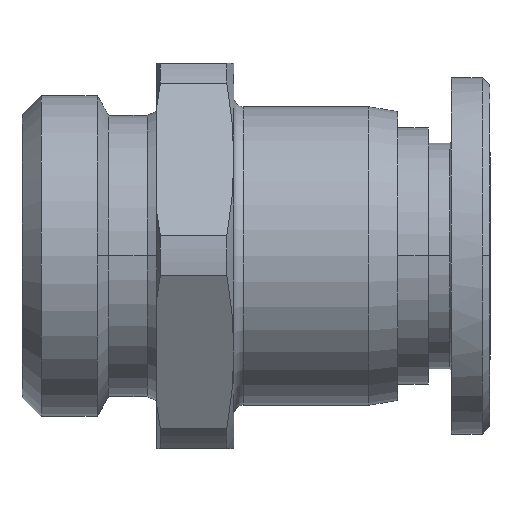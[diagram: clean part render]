
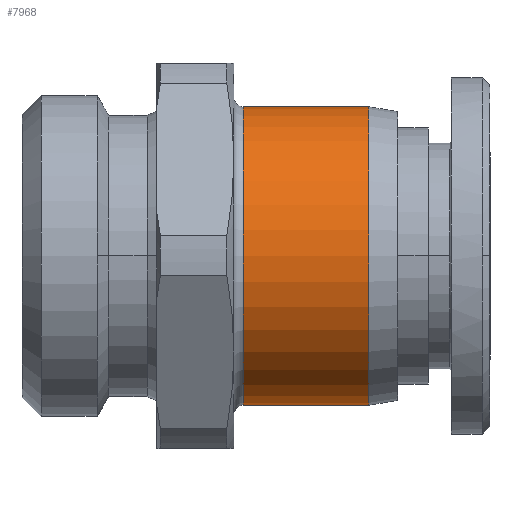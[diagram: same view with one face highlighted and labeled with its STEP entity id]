
A CAD part, top view. The second image highlights one B-rep face of the part: STEP entity #7968.
In plain terms, the highlighted cylindrical face has radius 7.75 mm (diameter 15.5 mm), a partial arc.
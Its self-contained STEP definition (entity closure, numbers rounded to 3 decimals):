
#69 = EDGE_CURVE ( 'NONE', #9049, #5959, #15912, .T. ) ;
#106 = DIRECTION ( 'NONE',  ( 0., 0., 1. ) ) ;
#245 = EDGE_LOOP ( 'NONE', ( #15548, #13449, #10295, #13965 ) ) ;
#654 = AXIS2_PLACEMENT_3D ( 'NONE', #3647, #13568, #6052 ) ;
#721 = DIRECTION ( 'NONE',  ( -1., 0., 0. ) ) ;
#1411 = VECTOR ( 'NONE', #11440, 1000. ) ;
#1492 = CYLINDRICAL_SURFACE ( 'NONE', #654, 7.75 ) ;
#1516 = DIRECTION ( 'NONE',  ( 0., 0., 1. ) ) ;
#1534 = EDGE_CURVE ( 'NONE', #14042, #5959, #6726, .T. ) ;
#3647 = CARTESIAN_POINT ( 'NONE',  ( 0., 0., 5. ) ) ;
#4885 = CARTESIAN_POINT ( 'NONE',  ( 0., -7.75, 4. ) ) ;
#5269 = CARTESIAN_POINT ( 'NONE',  ( 0., 7.75, 4. ) ) ;
#5358 = LINE ( 'NONE', #12698, #1411 ) ;
#5959 = VERTEX_POINT ( 'NONE', #7634 ) ;
#5997 = VECTOR ( 'NONE', #1516, 1000. ) ;
#6052 = DIRECTION ( 'NONE',  ( 0., -1., 0. ) ) ;
#6097 = CARTESIAN_POINT ( 'NONE',  ( 0., 7.75, 10.5 ) ) ;
#6486 = EDGE_CURVE ( 'NONE', #13642, #14042, #5358, .T. ) ;
#6726 = CIRCLE ( 'NONE', #13572, 7.75 ) ;
#7082 = DIRECTION ( 'NONE',  ( 0., 0., 1. ) ) ;
#7634 = CARTESIAN_POINT ( 'NONE',  ( 0., -7.75, 10.5 ) ) ;
#7968 = ADVANCED_FACE ( 'NONE', ( #11989 ), #1492, .T. ) ;
#9049 = VERTEX_POINT ( 'NONE', #4885 ) ;
#10295 = ORIENTED_EDGE ( 'NONE', *, *, #69, .T. ) ;
#11440 = DIRECTION ( 'NONE',  ( 0., 0., 1. ) ) ;
#11984 = CIRCLE ( 'NONE', #14137, 7.75 ) ;
#11989 = FACE_OUTER_BOUND ( 'NONE', #245, .T. ) ;
#12201 = EDGE_CURVE ( 'NONE', #13642, #9049, #11984, .T. ) ;
#12698 = CARTESIAN_POINT ( 'NONE',  ( 0., 7.75, 5. ) ) ;
#13449 = ORIENTED_EDGE ( 'NONE', *, *, #12201, .T. ) ;
#13568 = DIRECTION ( 'NONE',  ( 0., 0., 1. ) ) ;
#13572 = AXIS2_PLACEMENT_3D ( 'NONE', #15538, #7082, #721 ) ;
#13642 = VERTEX_POINT ( 'NONE', #5269 ) ;
#13965 = ORIENTED_EDGE ( 'NONE', *, *, #1534, .F. ) ;
#14042 = VERTEX_POINT ( 'NONE', #6097 ) ;
#14137 = AXIS2_PLACEMENT_3D ( 'NONE', #15207, #106, #15261 ) ;
#14186 = CARTESIAN_POINT ( 'NONE',  ( 0., -7.75, 5. ) ) ;
#15207 = CARTESIAN_POINT ( 'NONE',  ( 0., 0., 4. ) ) ;
#15261 = DIRECTION ( 'NONE',  ( 0., -1., 0. ) ) ;
#15538 = CARTESIAN_POINT ( 'NONE',  ( 0., 0., 10.5 ) ) ;
#15548 = ORIENTED_EDGE ( 'NONE', *, *, #6486, .F. ) ;
#15912 = LINE ( 'NONE', #14186, #5997 ) ;
